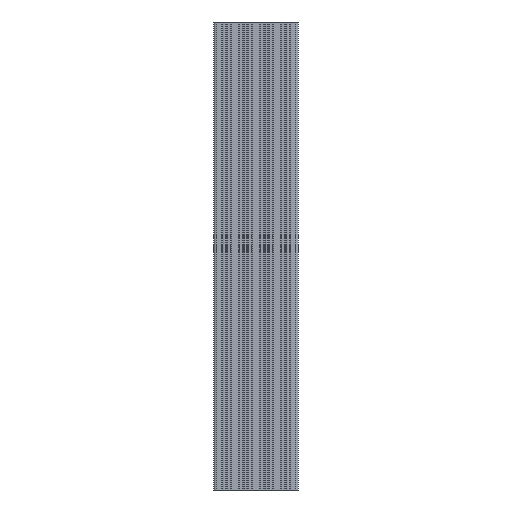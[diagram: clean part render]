
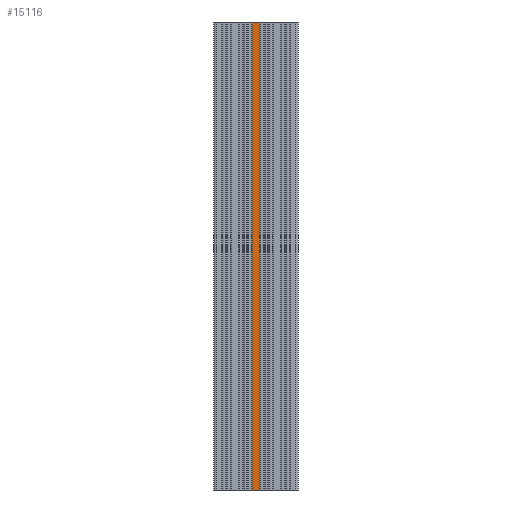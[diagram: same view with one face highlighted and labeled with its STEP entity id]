
A CAD part, front view. The second image highlights one B-rep face of the part: STEP entity #15116.
In plain terms, the highlighted planar face has unit normal (0, -1, 0).
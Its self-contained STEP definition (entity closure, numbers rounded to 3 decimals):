
#307=PLANE($,#16375);
#980=FACE_OUTER_BOUND($,#1740,.T.);
#1740=EDGE_LOOP($,(#11747,#11748,#11749,#11750));
#3056=LINE($,#24341,#4664);
#3057=LINE($,#24344,#4665);
#3058=LINE($,#24346,#4666);
#3059=LINE($,#24347,#4667);
#4664=VECTOR($,#19847,1000.);
#4665=VECTOR($,#19850,16.5);
#4666=VECTOR($,#19851,16.5);
#4667=VECTOR($,#19852,1000.);
#6929=VERTEX_POINT($,#24337);
#6930=VERTEX_POINT($,#24339);
#6931=VERTEX_POINT($,#24343);
#6932=VERTEX_POINT($,#24345);
#8958=EDGE_CURVE($,#6929,#6930,#3056,.T.);
#8959=EDGE_CURVE($,#6931,#6929,#3057,.T.);
#8960=EDGE_CURVE($,#6932,#6930,#3058,.T.);
#8961=EDGE_CURVE($,#6931,#6932,#3059,.T.);
#11747=ORIENTED_EDGE($,*,*,#8959,.T.);
#11748=ORIENTED_EDGE($,*,*,#8958,.T.);
#11749=ORIENTED_EDGE($,*,*,#8960,.F.);
#11750=ORIENTED_EDGE($,*,*,#8961,.F.);
#15116=ADVANCED_FACE($,(#980),#307,.T.);
#16375=AXIS2_PLACEMENT_3D($,#24342,#19848,#19849);
#19847=DIRECTION($,(0.,0.,1.));
#19848=DIRECTION('center_axis',(0.,-1.,0.));
#19849=DIRECTION('ref_axis',(1.,0.,0.));
#19850=DIRECTION($,(1.,0.,0.));
#19851=DIRECTION($,(1.,0.,0.));
#19852=DIRECTION($,(0.,0.,1.));
#24337=CARTESIAN_POINT('',(-28.5,-87.,0.));
#24339=CARTESIAN_POINT('',(-28.5,-87.,1000.));
#24341=CARTESIAN_POINT($,(-28.5,-87.,0.));
#24342=CARTESIAN_POINT('Origin',(-45.,-87.,0.));
#24343=CARTESIAN_POINT('',(-45.,-87.,0.));
#24344=CARTESIAN_POINT($,(-45.,-87.,0.));
#24345=CARTESIAN_POINT('',(-45.,-87.,1000.));
#24346=CARTESIAN_POINT($,(-45.,-87.,1000.));
#24347=CARTESIAN_POINT($,(-45.,-87.,0.));
